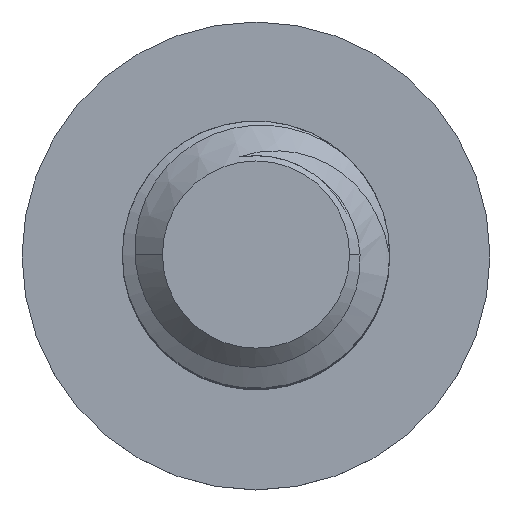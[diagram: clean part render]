
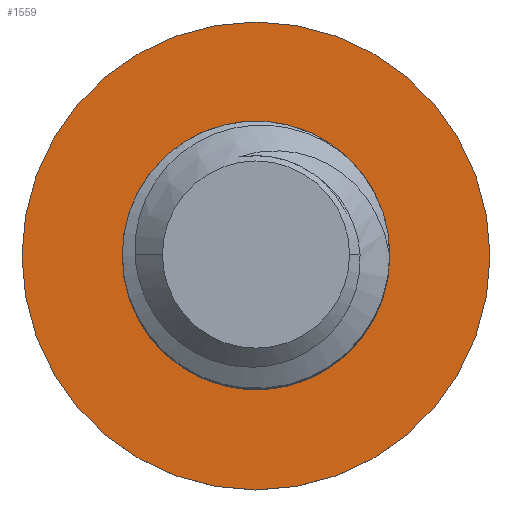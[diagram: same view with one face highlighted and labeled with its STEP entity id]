
A CAD part, top view. The second image highlights one B-rep face of the part: STEP entity #1559.
In plain terms, the highlighted face is planar.
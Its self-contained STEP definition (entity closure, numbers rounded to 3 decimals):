
#22=FACE_BOUND('',#263,.T.);
#31=PLANE('',#1687);
#68=CIRCLE('',#1646,1.);
#70=CIRCLE('',#1650,1.);
#71=CIRCLE('',#1652,1.75);
#87=CIRCLE('',#1686,1.75);
#88=CIRCLE('',#1688,1.);
#89=CIRCLE('',#1689,1.);
#172=FACE_OUTER_BOUND('',#262,.T.);
#262=EDGE_LOOP('',(#1263,#1264));
#263=EDGE_LOOP('',(#1265,#1266,#1267,#1268));
#671=VERTEX_POINT('',#3318);
#672=VERTEX_POINT('',#3320);
#675=VERTEX_POINT('',#3343);
#676=VERTEX_POINT('',#3354);
#677=VERTEX_POINT('',#3355);
#698=VERTEX_POINT('',#3473);
#881=EDGE_CURVE('',#671,#672,#68,.T.);
#887=EDGE_CURVE('',#672,#675,#70,.T.);
#889=EDGE_CURVE('',#676,#677,#71,.T.);
#927=EDGE_CURVE('',#677,#676,#87,.T.);
#928=EDGE_CURVE('',#675,#698,#88,.T.);
#929=EDGE_CURVE('',#698,#671,#89,.T.);
#1263=ORIENTED_EDGE('',*,*,#889,.F.);
#1264=ORIENTED_EDGE('',*,*,#927,.F.);
#1265=ORIENTED_EDGE('',*,*,#928,.F.);
#1266=ORIENTED_EDGE('',*,*,#887,.F.);
#1267=ORIENTED_EDGE('',*,*,#881,.F.);
#1268=ORIENTED_EDGE('',*,*,#929,.F.);
#1559=ADVANCED_FACE('',(#172,#22),#31,.T.);
#1646=AXIS2_PLACEMENT_3D('',#3321,#1890,#1891);
#1650=AXIS2_PLACEMENT_3D('',#3344,#1900,#1901);
#1652=AXIS2_PLACEMENT_3D('',#3356,#1904,#1905);
#1686=AXIS2_PLACEMENT_3D('',#3471,#1987,#1988);
#1687=AXIS2_PLACEMENT_3D('',#3472,#1989,#1990);
#1688=AXIS2_PLACEMENT_3D('',#3474,#1991,#1992);
#1689=AXIS2_PLACEMENT_3D('',#3475,#1993,#1994);
#1890=DIRECTION('center_axis',(0.,0.,-1.));
#1891=DIRECTION('ref_axis',(-1.,0.,0.));
#1900=DIRECTION('center_axis',(0.,0.,-1.));
#1901=DIRECTION('ref_axis',(-1.,0.,0.));
#1904=DIRECTION('center_axis',(0.,0.,1.));
#1905=DIRECTION('ref_axis',(1.,0.,0.));
#1987=DIRECTION('center_axis',(0.,0.,1.));
#1988=DIRECTION('ref_axis',(1.,0.,0.));
#1989=DIRECTION('center_axis',(0.,0.,-1.));
#1990=DIRECTION('ref_axis',(-1.,0.,0.));
#1991=DIRECTION('center_axis',(0.,0.,-1.));
#1992=DIRECTION('ref_axis',(-1.,0.,0.));
#1993=DIRECTION('center_axis',(0.,0.,-1.));
#1994=DIRECTION('ref_axis',(-1.,0.,0.));
#3318=CARTESIAN_POINT('',(1.,0.,-1.3));
#3320=CARTESIAN_POINT('',(-1.,0.,-1.3));
#3321=CARTESIAN_POINT('Origin',(0.,0.,-1.3));
#3343=CARTESIAN_POINT('',(0.,1.,-1.3));
#3344=CARTESIAN_POINT('Origin',(0.,0.,-1.3));
#3354=CARTESIAN_POINT('',(1.75,0.,-1.3));
#3355=CARTESIAN_POINT('',(-1.75,0.,-1.3));
#3356=CARTESIAN_POINT('Origin',(0.,0.,-1.3));
#3471=CARTESIAN_POINT('Origin',(0.,0.,-1.3));
#3472=CARTESIAN_POINT('Origin',(1.75,0.,-1.3));
#3473=CARTESIAN_POINT('',(0.701,0.714,-1.3));
#3474=CARTESIAN_POINT('Origin',(0.,0.,-1.3));
#3475=CARTESIAN_POINT('Origin',(0.,0.,-1.3));
